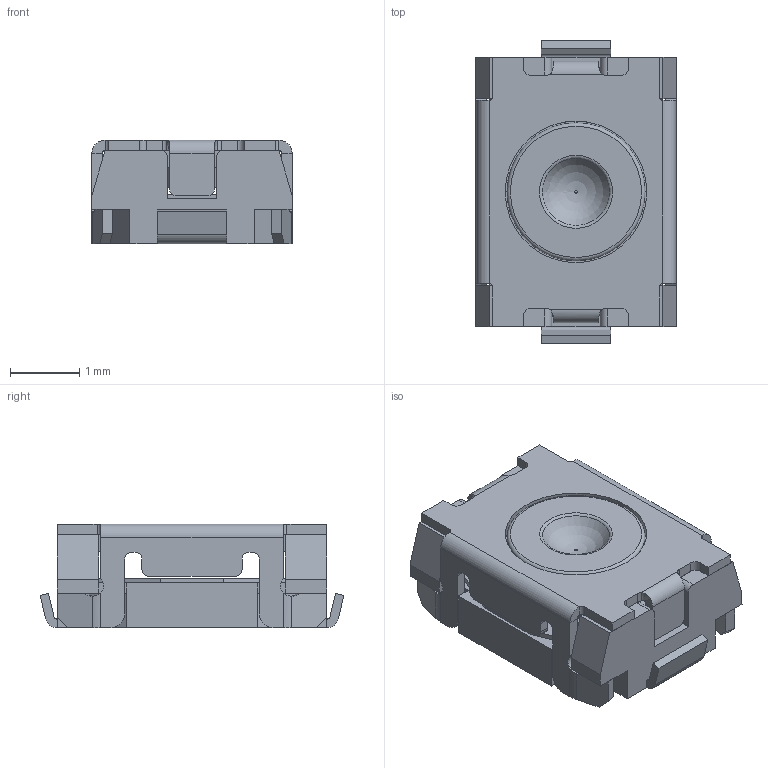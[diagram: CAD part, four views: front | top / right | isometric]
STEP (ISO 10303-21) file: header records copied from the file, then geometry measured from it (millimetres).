
FILE_DESCRIPTION(('STEP AP214'), '1');
FILE_NAME('tactile_switch_3.9x2.9', '2019-03-11T02:05:55', ('Nobody'), (''), 'ASCON STEP Converter 1.3', 'ASCON Math Kernel', '');
FILE_SCHEMA(('AUTOMOTIVE_DESIGN { 1 0 10303 214 3 1 1}'));
Length unit declared in the file: millimetre
Bounding box: 2.9 x 4.4 x 1.5 mm (x, y, z)
Volume: 12.1 mm3; surface area: 109.7 mm2
Topology: 6 solids, 6 shells, 273 faces, 728 edges, 476 vertices
Faces by surface type: plane 191, cylinder 71, bspline 8, torus 2, sphere 1
Full cylindrical faces by diameter (mm): 0.8 x1, 2 x1, 2.05 x1
Entity records: 10703 total; most frequent: CARTESIAN_POINT 1610, ORIENTED_EDGE 1396, DIRECTION 1376, EDGE_CURVE 698, LINE 568, VECTOR 568, VERTEX_POINT 446, AXIS2_PLACEMENT_3D 404
